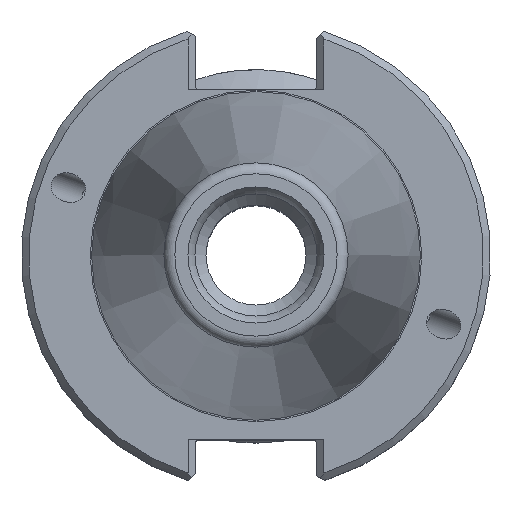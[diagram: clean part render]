
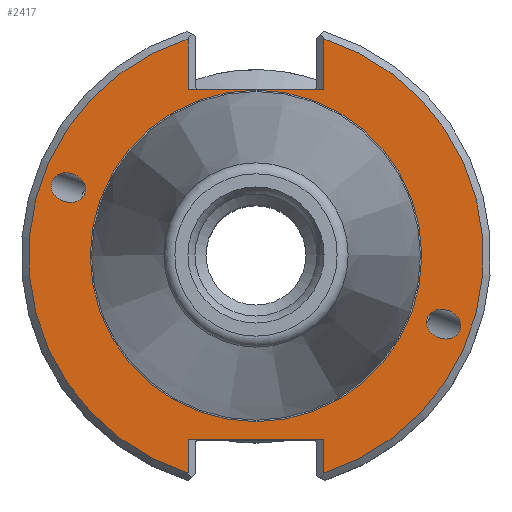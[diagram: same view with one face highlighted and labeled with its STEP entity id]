
A CAD part, top view. The second image highlights one B-rep face of the part: STEP entity #2417.
In plain terms, the highlighted planar face has unit normal (0, 0, 1).
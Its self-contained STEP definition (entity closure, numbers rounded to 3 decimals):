
#72=ELLIPSE('',#2556,2.381,1.95);
#73=ELLIPSE('',#2559,2.381,1.95);
#91=PLANE('',#2555);
#139=LINE('',#3638,#204);
#140=LINE('',#3640,#205);
#141=LINE('',#3642,#206);
#142=LINE('',#3646,#207);
#143=LINE('',#3648,#208);
#144=LINE('',#3650,#209);
#204=VECTOR('',#2829,1000.);
#205=VECTOR('',#2830,1000.);
#206=VECTOR('',#2831,1000.);
#207=VECTOR('',#2834,1000.);
#208=VECTOR('',#2835,1000.);
#209=VECTOR('',#2836,1000.);
#263=CIRCLE('',#2554,22.418);
#264=CIRCLE('',#2557,30.75);
#265=CIRCLE('',#2558,30.75);
#458=ORIENTED_EDGE('',*,*,#901,.F.);
#459=ORIENTED_EDGE('',*,*,#902,.T.);
#460=ORIENTED_EDGE('',*,*,#903,.T.);
#461=ORIENTED_EDGE('',*,*,#904,.F.);
#462=ORIENTED_EDGE('',*,*,#905,.T.);
#463=ORIENTED_EDGE('',*,*,#906,.T.);
#464=ORIENTED_EDGE('',*,*,#907,.T.);
#465=ORIENTED_EDGE('',*,*,#908,.F.);
#466=ORIENTED_EDGE('',*,*,#909,.T.);
#467=ORIENTED_EDGE('',*,*,#910,.F.);
#468=ORIENTED_EDGE('',*,*,#900,.F.);
#900=EDGE_CURVE('',#1112,#1112,#263,.T.);
#901=EDGE_CURVE('',#1113,#1113,#72,.T.);
#902=EDGE_CURVE('',#1114,#1115,#264,.T.);
#903=EDGE_CURVE('',#1115,#1116,#139,.T.);
#904=EDGE_CURVE('',#1117,#1116,#140,.T.);
#905=EDGE_CURVE('',#1117,#1118,#141,.T.);
#906=EDGE_CURVE('',#1118,#1119,#265,.T.);
#907=EDGE_CURVE('',#1119,#1120,#142,.T.);
#908=EDGE_CURVE('',#1121,#1120,#143,.T.);
#909=EDGE_CURVE('',#1121,#1114,#144,.T.);
#910=EDGE_CURVE('',#1122,#1122,#73,.T.);
#1112=VERTEX_POINT('',#3631);
#1113=VERTEX_POINT('',#3634);
#1114=VERTEX_POINT('',#3636);
#1115=VERTEX_POINT('',#3637);
#1116=VERTEX_POINT('',#3639);
#1117=VERTEX_POINT('',#3641);
#1118=VERTEX_POINT('',#3643);
#1119=VERTEX_POINT('',#3645);
#1120=VERTEX_POINT('',#3647);
#1121=VERTEX_POINT('',#3649);
#1122=VERTEX_POINT('',#3652);
#1321=EDGE_LOOP('',(#458));
#1322=EDGE_LOOP('',(#459,#460,#461,#462,#463,#464,#465,#466));
#1323=EDGE_LOOP('',(#467));
#1324=EDGE_LOOP('',(#468));
#1478=FACE_BOUND('',#1321,.T.);
#1479=FACE_BOUND('',#1322,.T.);
#1480=FACE_BOUND('',#1323,.T.);
#1481=FACE_BOUND('',#1324,.T.);
#2417=ADVANCED_FACE('',(#1478,#1479,#1480,#1481),#91,.T.);
#2554=AXIS2_PLACEMENT_3D('',#3630,#2821,#2822);
#2555=AXIS2_PLACEMENT_3D('',#3632,#2823,#2824);
#2556=AXIS2_PLACEMENT_3D('',#3633,#2825,#2826);
#2557=AXIS2_PLACEMENT_3D('',#3635,#2827,#2828);
#2558=AXIS2_PLACEMENT_3D('',#3644,#2832,#2833);
#2559=AXIS2_PLACEMENT_3D('',#3651,#2837,#2838);
#2821=DIRECTION('',(0.,0.,1.));
#2822=DIRECTION('',(1.,0.,0.));
#2823=DIRECTION('',(0.,0.,1.));
#2824=DIRECTION('',(1.,0.,0.));
#2825=DIRECTION('',(0.,0.,1.));
#2826=DIRECTION('',(0.94,-0.342,0.));
#2827=DIRECTION('',(0.,0.,1.));
#2828=DIRECTION('',(1.,0.,0.));
#2829=DIRECTION('',(0.,1.,0.));
#2830=DIRECTION('',(-1.,0.,0.));
#2831=DIRECTION('',(0.,-1.,0.));
#2832=DIRECTION('',(0.,0.,1.));
#2833=DIRECTION('',(1.,0.,0.));
#2834=DIRECTION('',(0.,-1.,0.));
#2835=DIRECTION('',(1.,0.,0.));
#2836=DIRECTION('',(0.,1.,0.));
#2837=DIRECTION('',(0.,0.,1.));
#2838=DIRECTION('',(-0.94,0.342,0.));
#3630=CARTESIAN_POINT('',(0.,0.,-3.17));
#3631=CARTESIAN_POINT('',(22.418,0.,-3.17));
#3632=CARTESIAN_POINT('',(22.418,0.,-3.17));
#3633=CARTESIAN_POINT('',(-25.372,9.235,-3.17));
#3634=CARTESIAN_POINT('',(-23.135,8.42,-3.17));
#3635=CARTESIAN_POINT('',(0.,0.,-3.17));
#3636=CARTESIAN_POINT('',(-9.19,29.345,-3.17));
#3637=CARTESIAN_POINT('',(-9.19,-29.345,-3.17));
#3638=CARTESIAN_POINT('',(-9.19,-24.87,-3.17));
#3639=CARTESIAN_POINT('',(-9.19,-24.87,-3.17));
#3640=CARTESIAN_POINT('',(8.19,-24.87,-3.17));
#3641=CARTESIAN_POINT('',(9.19,-24.87,-3.17));
#3642=CARTESIAN_POINT('',(9.19,-30.831,-3.17));
#3643=CARTESIAN_POINT('',(9.19,-29.345,-3.17));
#3644=CARTESIAN_POINT('',(0.,0.,-3.17));
#3645=CARTESIAN_POINT('',(9.19,29.345,-3.17));
#3646=CARTESIAN_POINT('',(9.19,22.46,-3.17));
#3647=CARTESIAN_POINT('',(9.19,22.46,-3.17));
#3648=CARTESIAN_POINT('',(-8.19,22.46,-3.17));
#3649=CARTESIAN_POINT('',(-9.19,22.46,-3.17));
#3650=CARTESIAN_POINT('',(-9.19,30.831,-3.17));
#3651=CARTESIAN_POINT('',(25.372,-9.235,-3.17));
#3652=CARTESIAN_POINT('',(23.135,-8.42,-3.17));
